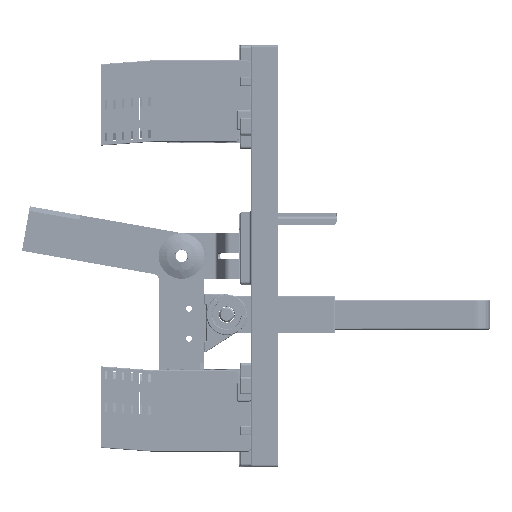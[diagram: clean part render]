
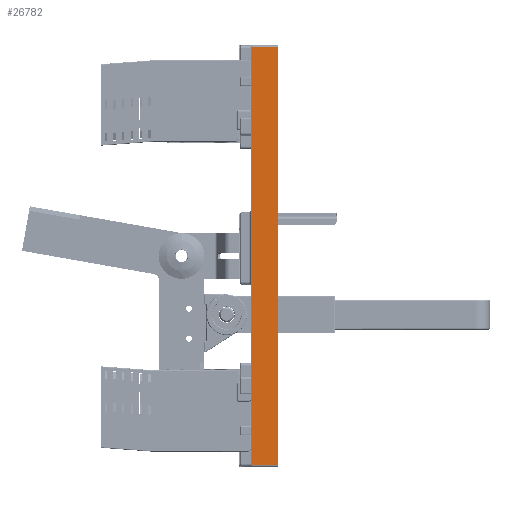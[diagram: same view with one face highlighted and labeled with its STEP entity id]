
A CAD part, left-side view. The second image highlights one B-rep face of the part: STEP entity #26782.
In plain terms, the highlighted planar face has unit normal (-1, 0, 0).
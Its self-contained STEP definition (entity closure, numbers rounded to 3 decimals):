
#1215=DIRECTION('',(0.,0.,1.));
#1216=VECTOR('',#1215,278.);
#1217=CARTESIAN_POINT('',(-102.5,17.,-94.));
#1218=LINE('',#1217,#1216);
#1219=DIRECTION('',(0.,0.,-1.));
#1220=VECTOR('',#1219,278.);
#1221=CARTESIAN_POINT('',(-102.5,0.,184.));
#1222=LINE('',#1221,#1220);
#2700=DIRECTION('',(0.,1.,0.));
#2701=VECTOR('',#2700,17.);
#2702=CARTESIAN_POINT('',(-102.5,0.,184.));
#2703=LINE('',#2702,#2701);
#13098=DIRECTION('',(0.,-1.,0.));
#13099=VECTOR('',#13098,17.);
#13100=CARTESIAN_POINT('',(-102.5,17.,-94.));
#13101=LINE('',#13100,#13099);
#20611=CARTESIAN_POINT('',(-102.5,0.,-94.));
#20612=VERTEX_POINT('',#20611);
#22573=CARTESIAN_POINT('',(-102.5,17.,-94.));
#22574=VERTEX_POINT('',#22573);
#22845=CARTESIAN_POINT('',(-102.5,0.,184.));
#22847=VERTEX_POINT('',#22845);
#24504=CARTESIAN_POINT('',(-102.5,17.,184.));
#24505=VERTEX_POINT('',#24504);
#26768=CARTESIAN_POINT('',(-102.5,0.,-95.));
#26769=DIRECTION('',(-1.,0.,0.));
#26770=DIRECTION('',(0.,0.,1.));
#26771=AXIS2_PLACEMENT_3D('',#26768,#26769,#26770);
#26772=PLANE('',#26771);
#26774=ORIENTED_EDGE('',*,*,#26773,.T.);
#26776=ORIENTED_EDGE('',*,*,#26775,.F.);
#26777=ORIENTED_EDGE('',*,*,#26125,.T.);
#26779=ORIENTED_EDGE('',*,*,#26778,.F.);
#26780=EDGE_LOOP('',(#26774,#26776,#26777,#26779));
#26781=FACE_OUTER_BOUND('',#26780,.F.);
#26125=EDGE_CURVE('',#22847,#20612,#1222,.T.);
#26773=EDGE_CURVE('',#22574,#24505,#1218,.T.);
#26775=EDGE_CURVE('',#22847,#24505,#2703,.T.);
#26778=EDGE_CURVE('',#22574,#20612,#13101,.T.);
#26782=ADVANCED_FACE('',(#26781),#26772,.T.);
